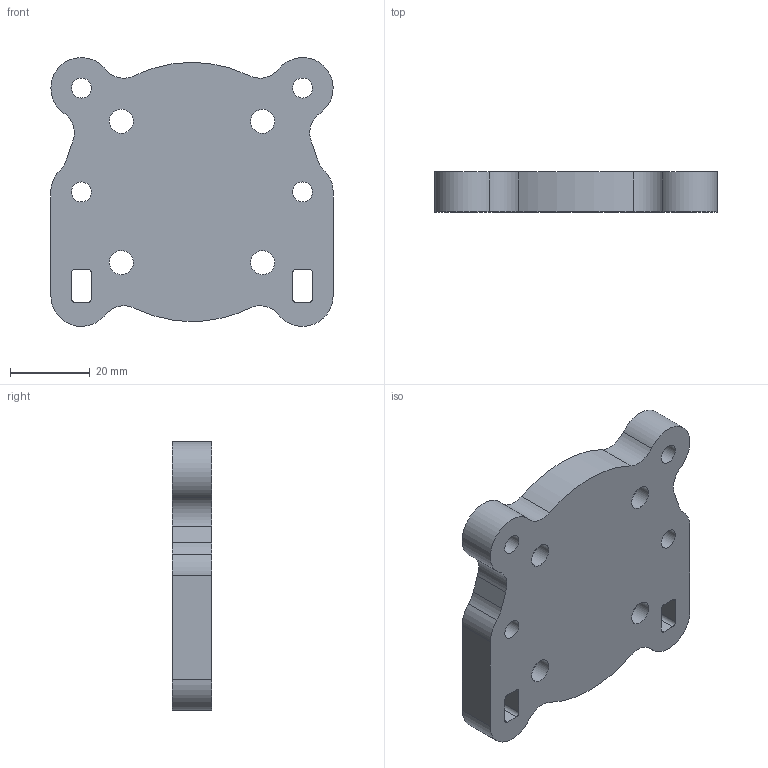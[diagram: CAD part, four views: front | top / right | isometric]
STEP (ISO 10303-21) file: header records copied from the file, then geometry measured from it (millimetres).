
FILE_DESCRIPTION(/* description */ (''),/* implementation_level */ '2;1');
FILE_NAME(/* name */ 'OMRONM~1',/* time_stamp */ '2024-11-09T18:01:07+03:00',/* author */ (''),/* organization */ (''),/* preprocessor_version */ 'ST-DEVELOPER v16.5',/* originating_system */ '',/* authorisation */ '');
FILE_SCHEMA (('CONFIG_CONTROL_DESIGN'));
Length unit declared in the file: millimetre
Products named in the file (1): Document
Bounding box: 70.62 x 10 x 67.25 mm (x, y, z)
Volume: 38242.4 mm3; surface area: 13008 mm2
Topology: 1 solids, 1 shells, 54 faces, 144 edges, 96 vertices
Faces by surface type: cylinder 30, plane 16, bspline 8
Full cylindrical faces by diameter (mm): 5 x4, 6 x4, 11 x4
Entity records: 1748 total; most frequent: CARTESIAN_POINT 768, ORIENTED_EDGE 288, EDGE_CURVE 144, VERTEX_POINT 96, EDGE_LOOP 78, ADVANCED_FACE 54, FACE_OUTER_BOUND 54, DIRECTION 50
